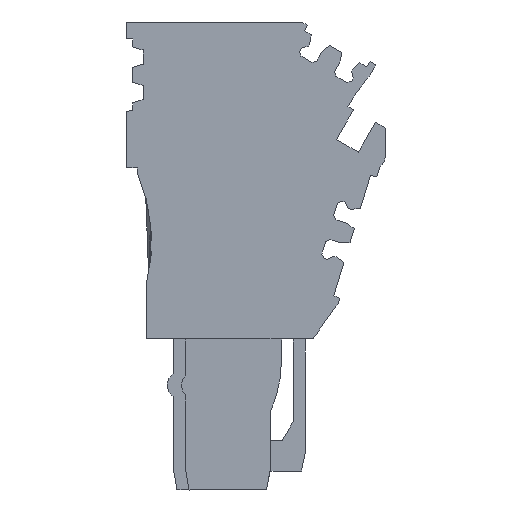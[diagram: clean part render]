
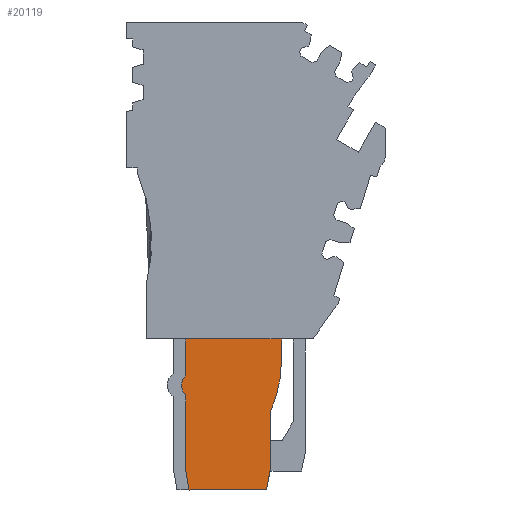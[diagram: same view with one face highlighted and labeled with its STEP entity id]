
A CAD part, left-side view. The second image highlights one B-rep face of the part: STEP entity #20119.
In plain terms, the highlighted planar face has unit normal (-1, 0, 0).
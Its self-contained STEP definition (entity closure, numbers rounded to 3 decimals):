
#20051=AXIS2_PLACEMENT_3D('Plane Axis2P3D',#20048,#20049,#20050) ;
#20062=AXIS2_PLACEMENT_3D('Circle Axis2P3D',#20060,#20061,$) ;
#20104=AXIS2_PLACEMENT_3D('Circle Axis2P3D',#20102,#20103,$) ;
#9681=CARTESIAN_POINT('Vertex',(0.7,17.4,13.15)) ;
#9684=CARTESIAN_POINT('Line Origine',(0.7,13.225,13.15)) ;
#9688=CARTESIAN_POINT('Vertex',(0.7,9.05,13.15)) ;
#20029=CARTESIAN_POINT('Line Origine',(0.7,9.05,12.244)) ;
#20033=CARTESIAN_POINT('Vertex',(0.7,9.05,11.337)) ;
#20048=CARTESIAN_POINT('Axis2P3D Location',(0.7,20.086,11.345)) ;
#20053=CARTESIAN_POINT('Line Origine',(0.7,17.4,11.561)) ;
#20057=CARTESIAN_POINT('Vertex',(0.7,17.4,9.972)) ;
#20060=CARTESIAN_POINT('Axis2P3D Location',(0.7,16.55,9.125)) ;
#20064=CARTESIAN_POINT('Vertex',(0.7,17.4,8.278)) ;
#20067=CARTESIAN_POINT('Line Origine',(0.7,17.4,4.972)) ;
#20071=CARTESIAN_POINT('Vertex',(0.7,17.4,1.666)) ;
#20074=CARTESIAN_POINT('Line Origine',(0.7,17.253,0.833)) ;
#20078=CARTESIAN_POINT('Vertex',(0.7,17.106,0.)) ;
#20081=CARTESIAN_POINT('Line Origine',(0.7,13.728,0.)) ;
#20085=CARTESIAN_POINT('Vertex',(0.7,10.35,0.)) ;
#20088=CARTESIAN_POINT('Line Origine',(0.7,10.2,0.851)) ;
#20092=CARTESIAN_POINT('Vertex',(0.7,10.05,1.701)) ;
#20095=CARTESIAN_POINT('Line Origine',(0.7,10.05,4.228)) ;
#20099=CARTESIAN_POINT('Vertex',(0.7,10.05,6.755)) ;
#20102=CARTESIAN_POINT('Axis2P3D Location',(0.7,20.086,11.345)) ;
#9685=DIRECTION('Vector Direction',(0.,1.,0.)) ;
#20030=DIRECTION('Vector Direction',(0.,0.,-1.)) ;
#20049=DIRECTION('Axis2P3D Direction',(1.,-0.,0.)) ;
#20050=DIRECTION('Axis2P3D XDirection',(0.,0.,-1.)) ;
#20054=DIRECTION('Vector Direction',(0.,0.,-1.)) ;
#20061=DIRECTION('Axis2P3D Direction',(1.,-0.,0.)) ;
#20068=DIRECTION('Vector Direction',(0.,0.,-1.)) ;
#20075=DIRECTION('Vector Direction',(0.,-0.174,-0.985)) ;
#20082=DIRECTION('Vector Direction',(0.,1.,0.)) ;
#20089=DIRECTION('Vector Direction',(0.,0.174,-0.985)) ;
#20096=DIRECTION('Vector Direction',(0.,0.,-1.)) ;
#20103=DIRECTION('Axis2P3D Direction',(1.,-0.,0.)) ;
#9686=VECTOR('Line Direction',#9685,1.) ;
#20031=VECTOR('Line Direction',#20030,1.) ;
#20055=VECTOR('Line Direction',#20054,1.) ;
#20069=VECTOR('Line Direction',#20068,1.) ;
#20076=VECTOR('Line Direction',#20075,1.) ;
#20083=VECTOR('Line Direction',#20082,1.) ;
#20090=VECTOR('Line Direction',#20089,1.) ;
#20097=VECTOR('Line Direction',#20096,1.) ;
#20108=ORIENTED_EDGE('',*,*,#20059,.T.) ;
#20109=ORIENTED_EDGE('',*,*,#20066,.F.) ;
#20110=ORIENTED_EDGE('',*,*,#20073,.T.) ;
#20111=ORIENTED_EDGE('',*,*,#20080,.T.) ;
#20112=ORIENTED_EDGE('',*,*,#20087,.F.) ;
#20113=ORIENTED_EDGE('',*,*,#20094,.F.) ;
#20114=ORIENTED_EDGE('',*,*,#20101,.F.) ;
#20115=ORIENTED_EDGE('',*,*,#20106,.F.) ;
#20116=ORIENTED_EDGE('',*,*,#20035,.F.) ;
#20117=ORIENTED_EDGE('',*,*,#9690,.T.) ;
#20119=ADVANCED_FACE('V1',(#20118),#20052,.F.) ;
#20063=CIRCLE('generated circle',#20062,1.2) ;
#20105=CIRCLE('generated circle',#20104,11.036) ;
#9690=EDGE_CURVE('',#9689,#9682,#9687,.T.) ;
#20035=EDGE_CURVE('',#9689,#20034,#20032,.T.) ;
#20059=EDGE_CURVE('',#9682,#20058,#20056,.T.) ;
#20066=EDGE_CURVE('',#20065,#20058,#20063,.T.) ;
#20073=EDGE_CURVE('',#20065,#20072,#20070,.T.) ;
#20080=EDGE_CURVE('',#20072,#20079,#20077,.T.) ;
#20087=EDGE_CURVE('',#20086,#20079,#20084,.T.) ;
#20094=EDGE_CURVE('',#20093,#20086,#20091,.T.) ;
#20101=EDGE_CURVE('',#20100,#20093,#20098,.T.) ;
#20106=EDGE_CURVE('',#20034,#20100,#20105,.T.) ;
#20107=EDGE_LOOP('',(#20108,#20109,#20110,#20111,#20112,#20113,#20114,#20115,#20116,#20117)) ;
#20118=FACE_OUTER_BOUND('',#20107,.T.) ;
#9687=LINE('Line',#9684,#9686) ;
#20032=LINE('Line',#20029,#20031) ;
#20056=LINE('Line',#20053,#20055) ;
#20070=LINE('Line',#20067,#20069) ;
#20077=LINE('Line',#20074,#20076) ;
#20084=LINE('Line',#20081,#20083) ;
#20091=LINE('Line',#20088,#20090) ;
#20098=LINE('Line',#20095,#20097) ;
#20052=PLANE('',#20051) ;
#9682=VERTEX_POINT('',#9681) ;
#9689=VERTEX_POINT('',#9688) ;
#20034=VERTEX_POINT('',#20033) ;
#20058=VERTEX_POINT('',#20057) ;
#20065=VERTEX_POINT('',#20064) ;
#20072=VERTEX_POINT('',#20071) ;
#20079=VERTEX_POINT('',#20078) ;
#20086=VERTEX_POINT('',#20085) ;
#20093=VERTEX_POINT('',#20092) ;
#20100=VERTEX_POINT('',#20099) ;
